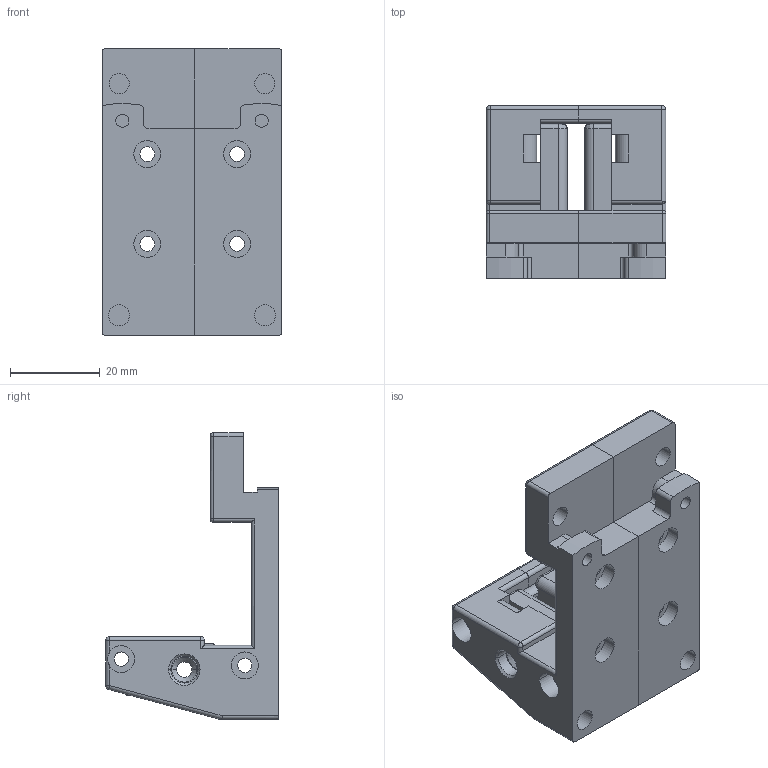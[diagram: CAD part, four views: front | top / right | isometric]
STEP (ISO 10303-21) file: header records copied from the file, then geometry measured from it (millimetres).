
FILE_DESCRIPTION((''),'2;1');
FILE_NAME('SB_CARRIAGE_ASM','2022-03-15T08:39:48',('thoma'),(''),'CREO PARAMETRIC BY PTC INC, 2020281','CREO PARAMETRIC BY PTC INC, 2020281','');
FILE_SCHEMA(('CONFIG_CONTROL_DESIGN'));
Length unit declared in the file: millimetre
Products named in the file (5): SB_CARRIAGE2; SB_CARRIAGE1_; CLAMP1; CLAMP2; SB_CARRIAGE_ASM
Assembly tree (4 placements, depth 2):
  SB_CARRIAGE_ASM
    SB_CARRIAGE2
    SB_CARRIAGE1_
    CLAMP1
    CLAMP2
Bounding box: 40 x 38.5 x 63.8 mm (x, y, z)
Volume: 31749.1 mm3; surface area: 16087.1 mm2
Topology: 4 solids, 4 shells, 300 faces, 785 edges, 517 vertices
Faces by surface type: plane 150, cylinder 120, cone 12, sphere 9, bspline 9
Entity records: 9666 total; most frequent: CARTESIAN_POINT 1928, DIRECTION 1628, ORIENTED_EDGE 1570, EDGE_CURVE 785, AXIS2_PLACEMENT_3D 575, VERTEX_POINT 517, VECTOR 478, LINE 478
